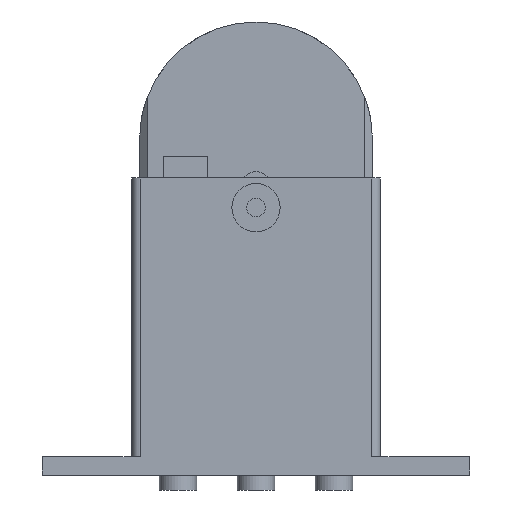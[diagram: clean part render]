
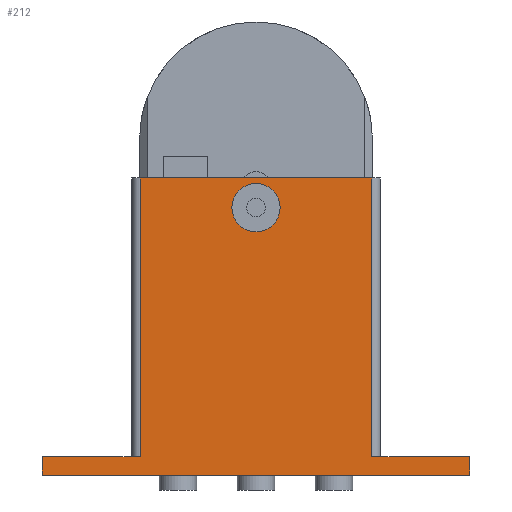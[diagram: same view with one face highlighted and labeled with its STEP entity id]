
A CAD part, front view. The second image highlights one B-rep face of the part: STEP entity #212.
In plain terms, the highlighted planar face has unit normal (0, -1, 0).
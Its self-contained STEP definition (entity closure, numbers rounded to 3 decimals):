
#212=ADVANCED_FACE('',(#487,#488),#489,.T.);
#487=FACE_BOUND('',#837,.T.);
#488=FACE_OUTER_BOUND('',#838,.T.);
#489=PLANE('',#839);
#837=EDGE_LOOP('',(#1354,#1355));
#838=EDGE_LOOP('',(#1356,#1357,#1358,#1359,#1360,#1361,#1362,#1363));
#839=AXIS2_PLACEMENT_3D('',#1364,#1365,#1366);
#1354=ORIENTED_EDGE('',*,*,#2029,.T.);
#1355=ORIENTED_EDGE('',*,*,#1988,.T.);
#1356=ORIENTED_EDGE('',*,*,#2100,.T.);
#1357=ORIENTED_EDGE('',*,*,#2094,.T.);
#1358=ORIENTED_EDGE('',*,*,#2097,.T.);
#1359=ORIENTED_EDGE('',*,*,#2074,.F.);
#1360=ORIENTED_EDGE('',*,*,#2104,.T.);
#1361=ORIENTED_EDGE('',*,*,#2105,.F.);
#1362=ORIENTED_EDGE('',*,*,#2106,.T.);
#1363=ORIENTED_EDGE('',*,*,#2107,.T.);
#1364=CARTESIAN_POINT('',(-28.75,-17.5,0.0));
#1365=DIRECTION('',(0.0,-1.0,0.0));
#1366=DIRECTION('',(1.0,0.0,0.0));
#1988=EDGE_CURVE('',#2359,#2356,#2360,.T.);
#2029=EDGE_CURVE('',#2356,#2359,#2418,.T.);
#2074=EDGE_CURVE('',#2481,#2476,#2483,.T.);
#2094=EDGE_CURVE('',#2514,#2512,#2515,.T.);
#2097=EDGE_CURVE('',#2512,#2476,#2518,.T.);
#2100=EDGE_CURVE('',#2521,#2514,#2522,.T.);
#2104=EDGE_CURVE('',#2481,#2527,#2528,.T.);
#2105=EDGE_CURVE('',#2529,#2527,#2530,.T.);
#2106=EDGE_CURVE('',#2529,#2531,#2532,.T.);
#2107=EDGE_CURVE('',#2531,#2521,#2533,.T.);
#2356=VERTEX_POINT('',#2888);
#2359=VERTEX_POINT('',#2892);
#2360=CIRCLE('',#2893,6.5);
#2418=CIRCLE('',#2960,6.5);
#2476=VERTEX_POINT('',#3034);
#2481=VERTEX_POINT('',#3040);
#2483=LINE('',#3042,#3043);
#2512=VERTEX_POINT('',#3081);
#2514=VERTEX_POINT('',#3083);
#2515=LINE('',#3084,#3085);
#2518=LINE('',#3088,#3089);
#2521=VERTEX_POINT('',#3093);
#2522=LINE('',#3094,#3095);
#2527=VERTEX_POINT('',#3102);
#2528=LINE('',#3103,#3104);
#2529=VERTEX_POINT('',#3105);
#2530=LINE('',#3106,#3107);
#2531=VERTEX_POINT('',#3108);
#2532=LINE('',#3109,#3110);
#2533=LINE('',#3111,#3112);
#2888=CARTESIAN_POINT('',(6.5,-17.5,72.0));
#2892=CARTESIAN_POINT('',(-6.5,-17.5,72.0));
#2893=AXIS2_PLACEMENT_3D('',#3648,#3649,#3650);
#2960=AXIS2_PLACEMENT_3D('',#3714,#3715,#3716);
#3034=CARTESIAN_POINT('',(-31.2,-17.5,80.0));
#3040=CARTESIAN_POINT('',(-31.2,-17.5,5.0));
#3042=CARTESIAN_POINT('',(-31.2,-17.5,5.0));
#3043=VECTOR('',#3776,1.0);
#3081=CARTESIAN_POINT('',(31.2,-17.5,80.0));
#3083=CARTESIAN_POINT('',(31.2,-17.5,5.0));
#3084=CARTESIAN_POINT('',(31.2,-17.5,5.0));
#3085=VECTOR('',#3801,1.0);
#3088=CARTESIAN_POINT('',(0.0,-17.5,80.0));
#3089=VECTOR('',#3805,1.0);
#3093=CARTESIAN_POINT('',(57.5,-17.5,5.0));
#3094=CARTESIAN_POINT('',(0.0,-17.5,5.0));
#3095=VECTOR('',#3807,1.0);
#3102=CARTESIAN_POINT('',(-57.5,-17.5,5.0));
#3103=CARTESIAN_POINT('',(0.0,-17.5,5.0));
#3104=VECTOR('',#3810,1.0);
#3105=CARTESIAN_POINT('',(-57.5,-17.5,0.0));
#3106=CARTESIAN_POINT('',(-57.5,-17.5,0.0));
#3107=VECTOR('',#3811,1.0);
#3108=CARTESIAN_POINT('',(57.5,-17.5,0.0));
#3109=CARTESIAN_POINT('',(0.0,-17.5,0.0));
#3110=VECTOR('',#3812,1.0);
#3111=CARTESIAN_POINT('',(57.5,-17.5,0.0));
#3112=VECTOR('',#3813,1.0);
#3648=CARTESIAN_POINT('',(0.0,-17.5,72.0));
#3649=DIRECTION('',(-0.0,1.0,0.0));
#3650=DIRECTION('',(1.0,0.0,0.0));
#3714=CARTESIAN_POINT('',(0.0,-17.5,72.0));
#3715=DIRECTION('',(-0.0,1.0,0.0));
#3716=DIRECTION('',(1.0,0.0,0.0));
#3776=DIRECTION('',(0.0,0.0,1.0));
#3801=DIRECTION('',(0.0,0.0,1.0));
#3805=DIRECTION('',(-1.0,-0.0,-0.0));
#3807=DIRECTION('',(-1.0,-0.0,-0.0));
#3810=DIRECTION('',(-1.0,-0.0,-0.0));
#3811=DIRECTION('',(0.0,0.0,1.0));
#3812=DIRECTION('',(1.0,0.0,0.0));
#3813=DIRECTION('',(0.0,0.0,1.0));
